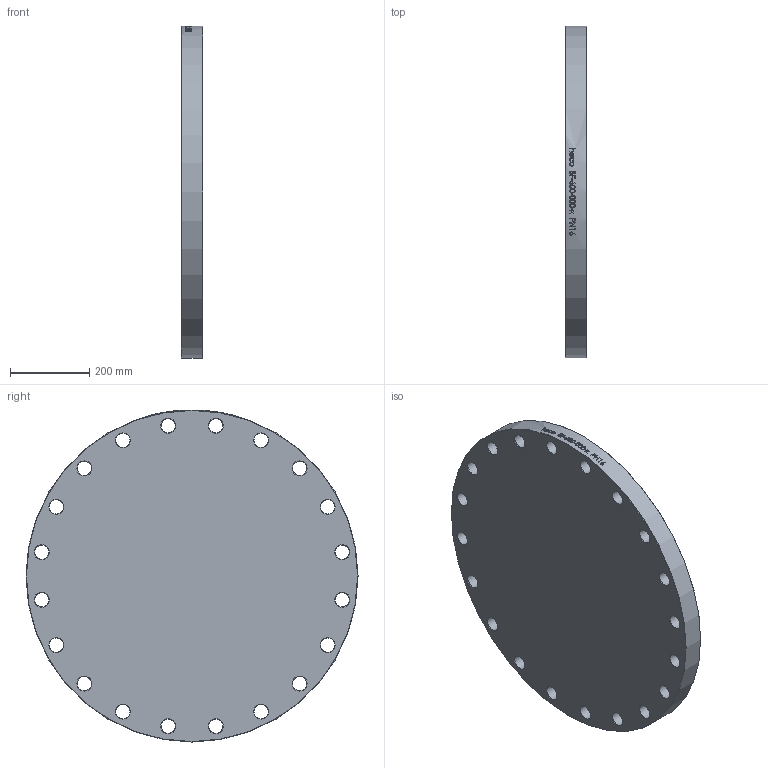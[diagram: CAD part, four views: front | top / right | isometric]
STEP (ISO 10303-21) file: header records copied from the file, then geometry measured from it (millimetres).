
FILE_DESCRIPTION (( 'STEP AP214' ), '1' );
FILE_NAME ('BF-600-000-x Blindflansch PN16 EN1092 2103.STEP', '2021-03-08T09:27:57', ( '' ), ( '' ), 'SwSTEP 2.0', 'SolidWorks 2019', '' );
FILE_SCHEMA (( 'AUTOMOTIVE_DESIGN' ));
Length unit declared in the file: millimetre
Products named in the file (1): BF-600-000-x Blindflansch PN16 EN1092 2103
Bounding box: 54 x 840 x 840 mm (x, y, z)
Volume: 28835268.2 mm3; surface area: 1326692.6 mm2
Topology: 1 solids, 1 shells, 97 faces, 370 edges, 306 vertices
Faces by surface type: cylinder 53, cone 42, plane 2
Full cylindrical faces by diameter (mm): 36 x20, 840 x1
Entity records: 10302 total; most frequent: CARTESIAN_POINT 7258, ORIENTED_EDGE 566, DIRECTION 466, VERTEX_POINT 283, EDGE_CURVE 283, EDGE_LOOP 232, AXIS2_PLACEMENT_3D 219, B_SPLINE_CURVE_WITH_KNOTS 134
